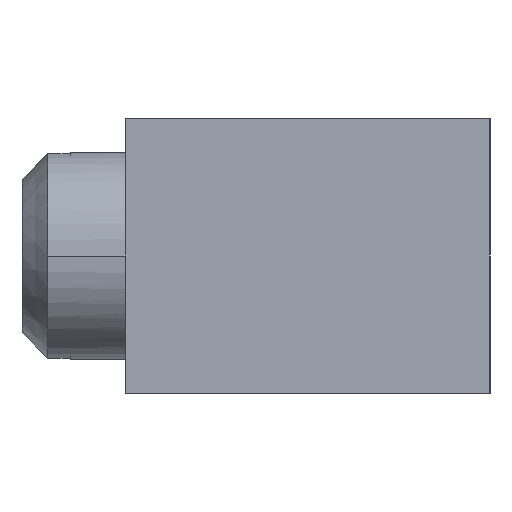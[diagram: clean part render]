
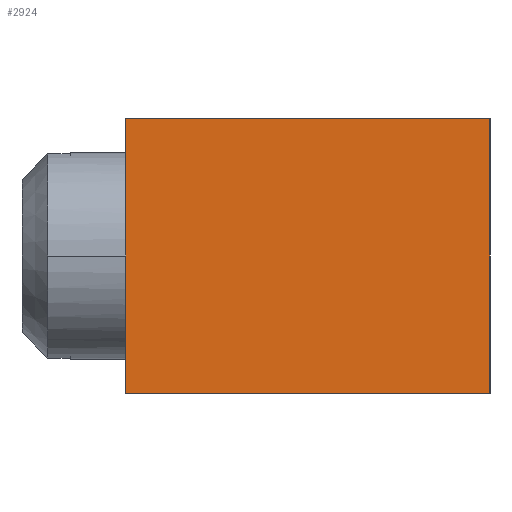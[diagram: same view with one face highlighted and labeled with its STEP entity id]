
A CAD part, left-side view. The second image highlights one B-rep face of the part: STEP entity #2924.
In plain terms, the highlighted planar face has unit normal (-1, 0, 0).
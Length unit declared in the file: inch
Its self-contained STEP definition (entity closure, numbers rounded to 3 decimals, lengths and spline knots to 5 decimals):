
#103 = CARTESIAN_POINT ( 'NONE',  ( -1.1252, 0.21988, 0.16535 ) ) ;
#731 = DIRECTION ( 'NONE',  ( 0., -1., 0. ) ) ;
#741 = EDGE_CURVE ( 'NONE', #3552, #1131, #3309, .T. ) ;
#966 = CARTESIAN_POINT ( 'NONE',  ( -1.1252, 0.21988, -0.16535 ) ) ;
#1131 = VERTEX_POINT ( 'NONE', #103 ) ;
#1364 = DIRECTION ( 'NONE',  ( 0., -1., 0. ) ) ;
#1418 = DIRECTION ( 'NONE',  ( 0., 0., 1. ) ) ;
#1660 = ORIENTED_EDGE ( 'NONE', *, *, #741, .F. ) ;
#1710 = CARTESIAN_POINT ( 'NONE',  ( -1.1252, 0., 0.16535 ) ) ;
#1781 = FACE_OUTER_BOUND ( 'NONE', #2865, .T. ) ;
#1902 = ORIENTED_EDGE ( 'NONE', *, *, #2934, .T. ) ;
#2131 = AXIS2_PLACEMENT_3D ( 'NONE', #4629, #3536, #3221 ) ;
#2146 = ORIENTED_EDGE ( 'NONE', *, *, #2910, .T. ) ;
#2843 = CARTESIAN_POINT ( 'NONE',  ( -1.1252, -0.21988, 0.16535 ) ) ;
#2865 = EDGE_LOOP ( 'NONE', ( #2146, #4635, #1660, #1902 ) ) ;
#2907 = CARTESIAN_POINT ( 'NONE',  ( -1.1252, 0.21988, 0.16535 ) ) ;
#2910 = EDGE_CURVE ( 'NONE', #3820, #3665, #3175, .T. ) ;
#2924 = ADVANCED_FACE ( 'NONE', ( #1781 ), #3514, .F. ) ;
#2934 = EDGE_CURVE ( 'NONE', #3552, #3820, #3960, .T. ) ;
#3175 = LINE ( 'NONE', #2843, #3582 ) ;
#3221 = DIRECTION ( 'NONE',  ( 0., 0., -1. ) ) ;
#3309 = LINE ( 'NONE', #2907, #3482 ) ;
#3482 = VECTOR ( 'NONE', #1418, 39.37008 ) ;
#3514 = PLANE ( 'NONE',  #2131 ) ;
#3536 = DIRECTION ( 'NONE',  ( 1., 0., 0. ) ) ;
#3552 = VERTEX_POINT ( 'NONE', #966 ) ;
#3582 = VECTOR ( 'NONE', #3884, 39.37008 ) ;
#3665 = VERTEX_POINT ( 'NONE', #4223 ) ;
#3820 = VERTEX_POINT ( 'NONE', #3936 ) ;
#3848 = VECTOR ( 'NONE', #1364, 39.37008 ) ;
#3884 = DIRECTION ( 'NONE',  ( 0., 0., 1. ) ) ;
#3936 = CARTESIAN_POINT ( 'NONE',  ( -1.1252, -0.21988, -0.16535 ) ) ;
#3949 = EDGE_CURVE ( 'NONE', #1131, #3665, #4568, .T. ) ;
#3960 = LINE ( 'NONE', #4278, #4041 ) ;
#4041 = VECTOR ( 'NONE', #731, 39.37008 ) ;
#4223 = CARTESIAN_POINT ( 'NONE',  ( -1.1252, -0.21988, 0.16535 ) ) ;
#4278 = CARTESIAN_POINT ( 'NONE',  ( -1.1252, 0., -0.16535 ) ) ;
#4568 = LINE ( 'NONE', #1710, #3848 ) ;
#4629 = CARTESIAN_POINT ( 'NONE',  ( -1.1252, 0.21988, 0.16535 ) ) ;
#4635 = ORIENTED_EDGE ( 'NONE', *, *, #3949, .F. ) ;
